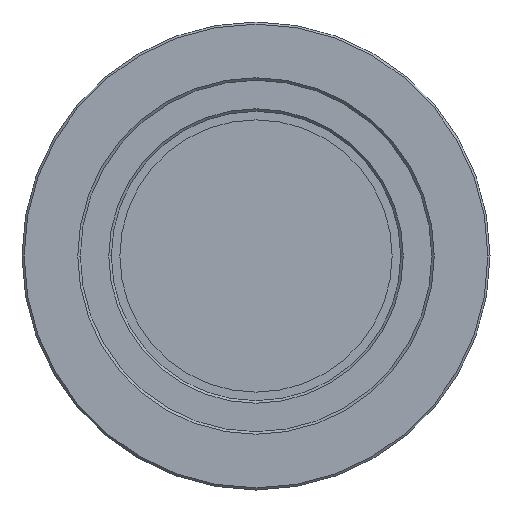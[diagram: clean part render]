
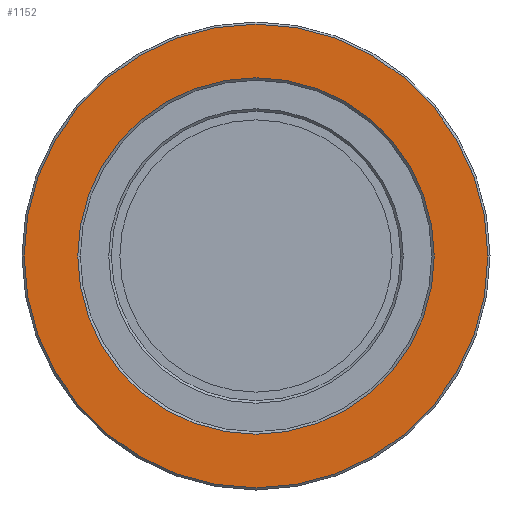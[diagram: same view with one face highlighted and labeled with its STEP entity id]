
A CAD part, front view. The second image highlights one B-rep face of the part: STEP entity #1152.
In plain terms, the highlighted planar face has unit normal (0, -1, 0).
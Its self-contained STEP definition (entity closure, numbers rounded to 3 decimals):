
#54 = AXIS2_PLACEMENT_3D ( 'NONE', #769, #771, #764 ) ;
#187 = VERTEX_POINT ( 'NONE', #250 ) ;
#218 = VERTEX_POINT ( 'NONE', #489 ) ;
#250 = CARTESIAN_POINT ( 'NONE',  ( -20.95, 0., 0. ) ) ;
#299 = ORIENTED_EDGE ( 'NONE', *, *, #1224, .T. ) ;
#300 = ORIENTED_EDGE ( 'NONE', *, *, #1259, .T. ) ;
#301 = ORIENTED_EDGE ( 'NONE', *, *, #1249, .T. ) ;
#302 = ORIENTED_EDGE ( 'NONE', *, *, #1221, .T. ) ;
#327 = EDGE_LOOP ( 'NONE', ( #302, #301 ) ) ;
#340 = EDGE_LOOP ( 'NONE', ( #300, #299 ) ) ;
#489 = CARTESIAN_POINT ( 'NONE',  ( 27.25, 0., 0. ) ) ;
#503 = VERTEX_POINT ( 'NONE', #598 ) ;
#530 = VERTEX_POINT ( 'NONE', #603 ) ;
#598 = CARTESIAN_POINT ( 'NONE',  ( 20.95, 0., 0. ) ) ;
#603 = CARTESIAN_POINT ( 'NONE',  ( -27.25, 0., 0. ) ) ;
#625 = CIRCLE ( 'NONE', #678, 20.95 ) ;
#652 = AXIS2_PLACEMENT_3D ( 'NONE', #902, #811, #813 ) ;
#664 = CIRCLE ( 'NONE', #652, 27.25 ) ;
#678 = AXIS2_PLACEMENT_3D ( 'NONE', #988, #888, #856 ) ;
#748 = FACE_BOUND ( 'NONE', #340, .T. ) ;
#764 = DIRECTION ( 'NONE',  ( 1., 0., 0. ) ) ;
#766 = PLANE ( 'NONE',  #54 ) ;
#768 = FACE_OUTER_BOUND ( 'NONE', #327, .T. ) ;
#769 = CARTESIAN_POINT ( 'NONE',  ( -20.65, 0., 0. ) ) ;
#771 = DIRECTION ( 'NONE',  ( 0., -1., 0. ) ) ;
#811 = DIRECTION ( 'NONE',  ( 0., -1., 0. ) ) ;
#813 = DIRECTION ( 'NONE',  ( 1., 0., 0. ) ) ;
#856 = DIRECTION ( 'NONE',  ( 1., 0., 0. ) ) ;
#888 = DIRECTION ( 'NONE',  ( 0., 1., 0. ) ) ;
#902 = CARTESIAN_POINT ( 'NONE',  ( 0., 0., 0. ) ) ;
#988 = CARTESIAN_POINT ( 'NONE',  ( 0., 0., 0. ) ) ;
#1057 = CIRCLE ( 'NONE', #1085, 20.95 ) ;
#1062 = AXIS2_PLACEMENT_3D ( 'NONE', #1320, #1319, #1318 ) ;
#1080 = CIRCLE ( 'NONE', #1062, 27.25 ) ;
#1085 = AXIS2_PLACEMENT_3D ( 'NONE', #1312, #1311, #1310 ) ;
#1152 = ADVANCED_FACE ( 'NONE', ( #768, #748 ), #766, .T. ) ;
#1221 = EDGE_CURVE ( 'NONE', #530, #218, #1080, .T. ) ;
#1224 = EDGE_CURVE ( 'NONE', #187, #503, #1057, .T. ) ;
#1249 = EDGE_CURVE ( 'NONE', #218, #530, #664, .T. ) ;
#1259 = EDGE_CURVE ( 'NONE', #503, #187, #625, .T. ) ;
#1310 = DIRECTION ( 'NONE',  ( 1., 0., 0. ) ) ;
#1311 = DIRECTION ( 'NONE',  ( 0., 1., 0. ) ) ;
#1312 = CARTESIAN_POINT ( 'NONE',  ( 0., 0., 0. ) ) ;
#1318 = DIRECTION ( 'NONE',  ( 1., 0., 0. ) ) ;
#1319 = DIRECTION ( 'NONE',  ( 0., -1., 0. ) ) ;
#1320 = CARTESIAN_POINT ( 'NONE',  ( 0., 0., 0. ) ) ;
